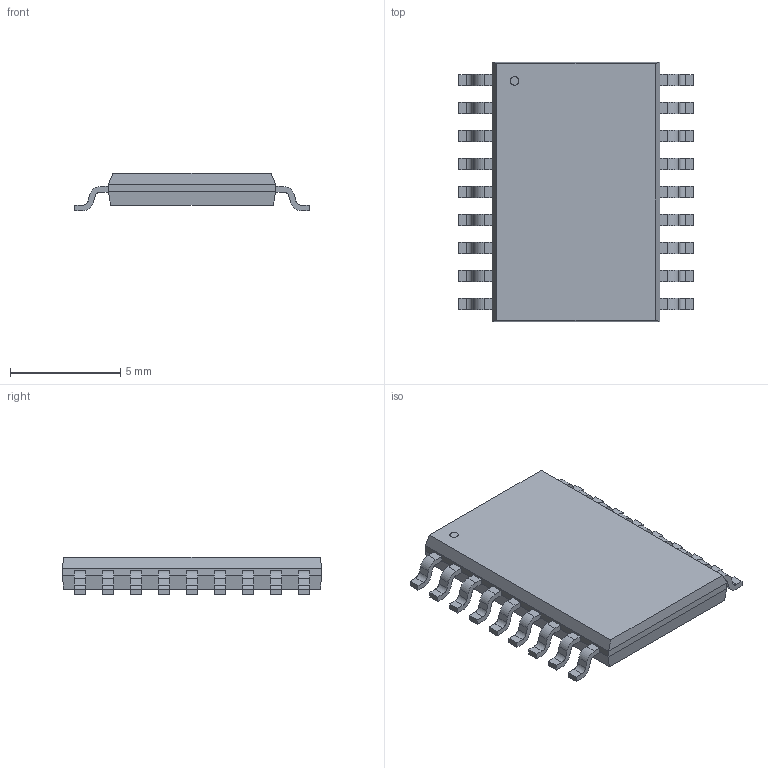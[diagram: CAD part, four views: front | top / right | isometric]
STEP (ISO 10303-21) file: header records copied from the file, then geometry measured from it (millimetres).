
FILE_DESCRIPTION(('STEP AP214'),'1');
FILE_NAME('DW18-M','2019-11-06T10:00:40',(''),(''),'','','');
FILE_SCHEMA(('AUTOMOTIVE_DESIGN'));
Length unit declared in the file: millimetre
Products named in the file (1): product
Bounding box: 10.64 x 11.76 x 1.7 mm (x, y, z)
Volume: 0 mm3; surface area: 286.6 mm2
Topology: 1 solids, 267 shells, 269 faces, 1355 edges, 1354 vertices
Faces by surface type: plane 196, cylinder 73
Full cylindrical faces by diameter (mm): 0.38 x1
Entity records: 14962 total; most frequent: CARTESIAN_POINT 2979, VERTEX_POINT 2706, DIRECTION 2186, ORIENTED_EDGE 1356, EDGE_CURVE 1354, LINE 1064, VECTOR 1064, AXIS2_PLACEMENT_3D 561
